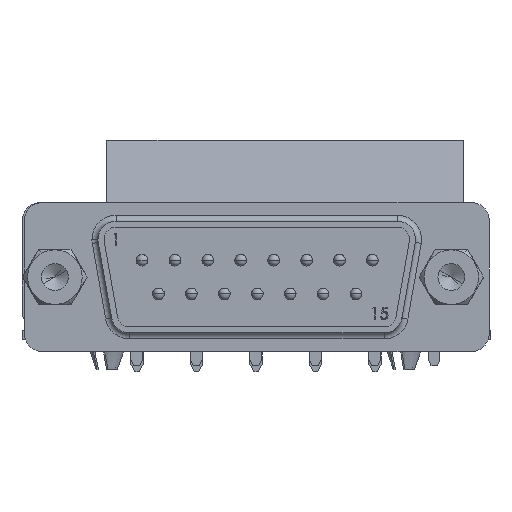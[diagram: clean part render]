
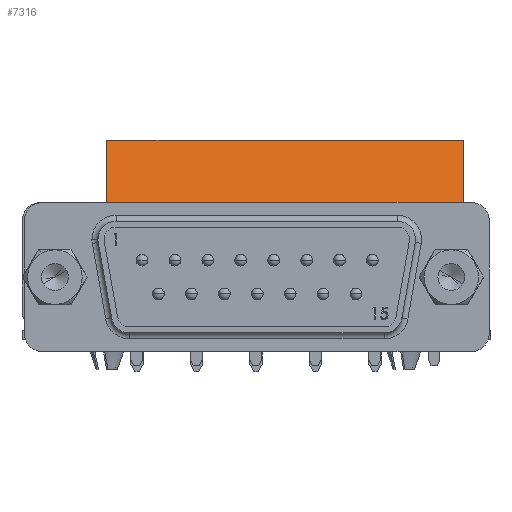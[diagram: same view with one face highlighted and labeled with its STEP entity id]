
A CAD part, left-side view. The second image highlights one B-rep face of the part: STEP entity #7316.
In plain terms, the highlighted face is planar.
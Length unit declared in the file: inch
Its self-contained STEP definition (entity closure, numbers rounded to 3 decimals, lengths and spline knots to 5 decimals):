
#6871 = VERTEX_POINT ( 'NONE', #12693 ) ;
#6878 = EDGE_CURVE ( 'NONE', #6887, #6871, #12717, .T. ) ;
#6887 = VERTEX_POINT ( 'NONE', #12709 ) ;
#7215 = ORIENTED_EDGE ( 'NONE', *, *, #6878, .T. ) ;
#7239 = EDGE_LOOP ( 'NONE', ( #7301, #7305, #7246, #7215 ) ) ;
#7243 = EDGE_CURVE ( 'NONE', #6871, #7304, #13684, .T. ) ;
#7246 = ORIENTED_EDGE ( 'NONE', *, *, #7288, .F. ) ;
#7288 = EDGE_CURVE ( 'NONE', #6887, #7290, #13707, .T. ) ;
#7290 = VERTEX_POINT ( 'NONE', #13730 ) ;
#7301 = ORIENTED_EDGE ( 'NONE', *, *, #7243, .T. ) ;
#7302 = EDGE_CURVE ( 'NONE', #7290, #7304, #13801, .T. ) ;
#7304 = VERTEX_POINT ( 'NONE', #13918 ) ;
#7305 = ORIENTED_EDGE ( 'NONE', *, *, #7302, .F. ) ;
#7316 = ADVANCED_FACE ( 'NONE', ( #13895 ), #13867, .F. ) ;
#12693 = CARTESIAN_POINT ( 'NONE',  ( -0.1595, -0.4, -0.591 ) ) ;
#12709 = CARTESIAN_POINT ( 'NONE',  ( -0.1595, -0.4, 0.591 ) ) ;
#12717 = LINE ( 'NONE', #12828, #12817 ) ;
#12816 = DIRECTION ( 'NONE',  ( 0., 0., -1. ) ) ;
#12817 = VECTOR ( 'NONE', #12816, 39.37008 ) ;
#12828 = CARTESIAN_POINT ( 'NONE',  ( -0.1595, -0.4, 0.591 ) ) ;
#13666 = DIRECTION ( 'NONE',  ( 0.25, -0.968, 0. ) ) ;
#13668 = VECTOR ( 'NONE', #13666, 39.37008 ) ;
#13682 = CARTESIAN_POINT ( 'NONE',  ( -0.1595, -0.4, -0.591 ) ) ;
#13684 = LINE ( 'NONE', #13682, #13668 ) ;
#13707 = LINE ( 'NONE', #13816, #13814 ) ;
#13730 = CARTESIAN_POINT ( 'NONE',  ( -0.1, -0.63, 0.591 ) ) ;
#13801 = LINE ( 'NONE', #13901, #13899 ) ;
#13813 = DIRECTION ( 'NONE',  ( 0.25, -0.968, 0. ) ) ;
#13814 = VECTOR ( 'NONE', #13813, 39.37008 ) ;
#13816 = CARTESIAN_POINT ( 'NONE',  ( -0.1595, -0.4, 0.591 ) ) ;
#13867 = PLANE ( 'NONE',  #13989 ) ;
#13873 = CARTESIAN_POINT ( 'NONE',  ( -0.1595, -0.4, 0.591 ) ) ;
#13895 = FACE_OUTER_BOUND ( 'NONE', #7239, .T. ) ;
#13898 = DIRECTION ( 'NONE',  ( 0., 0., -1. ) ) ;
#13899 = VECTOR ( 'NONE', #13898, 39.37008 ) ;
#13901 = CARTESIAN_POINT ( 'NONE',  ( -0.1, -0.63, 0.591 ) ) ;
#13918 = CARTESIAN_POINT ( 'NONE',  ( -0.1, -0.63, -0.591 ) ) ;
#13978 = DIRECTION ( 'NONE',  ( -0.25, 0.968, 0. ) ) ;
#13979 = DIRECTION ( 'NONE',  ( 0.968, 0.25, 0. ) ) ;
#13989 = AXIS2_PLACEMENT_3D ( 'NONE', #13873, #13979, #13978 ) ;
